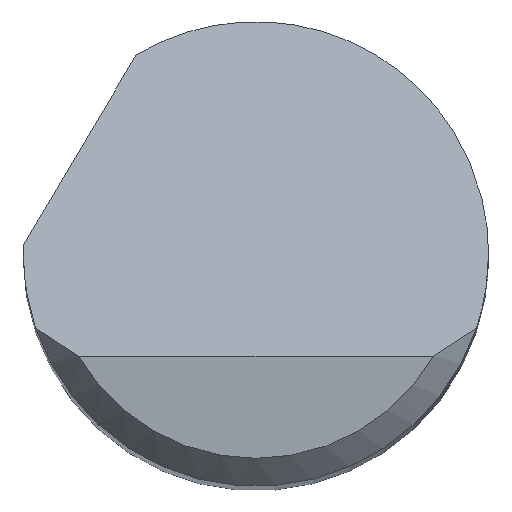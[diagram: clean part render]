
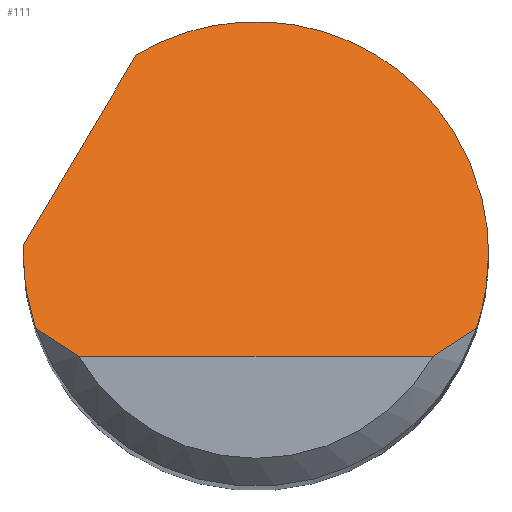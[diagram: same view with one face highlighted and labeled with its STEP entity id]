
A CAD part, top view. The second image highlights one B-rep face of the part: STEP entity #111.
In plain terms, the highlighted planar face has unit normal (0, 0.707, 0.707).
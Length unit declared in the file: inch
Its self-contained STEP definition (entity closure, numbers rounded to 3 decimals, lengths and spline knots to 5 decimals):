
#29 = EDGE_CURVE ( 'NONE', #651, #221, #767, .T. ) ;
#46 = ORIENTED_EDGE ( 'NONE', *, *, #98, .F. ) ;
#50 =( BOUNDED_CURVE ( )  B_SPLINE_CURVE ( 3, ( #95, #704, #120, #364 ),
 .UNSPECIFIED., .F., .F. ) 
 B_SPLINE_CURVE_WITH_KNOTS ( ( 4, 4 ),
 ( 4.71239, 4.7524 ),
 .UNSPECIFIED. ) 
 CURVE ( )  GEOMETRIC_REPRESENTATION_ITEM ( )  RATIONAL_B_SPLINE_CURVE ( ( 1., 1., 1., 1. ) ) 
 REPRESENTATION_ITEM ( '' )  );
#55 = CARTESIAN_POINT ( 'NONE',  ( 0.11843, -0.04, 1.985 ) ) ;
#69 = VERTEX_POINT ( 'NONE', #606 ) ;
#78 = CARTESIAN_POINT ( 'NONE',  ( -0.11843, -0.04, 1.985 ) ) ;
#95 = CARTESIAN_POINT ( 'NONE',  ( -0.125, 0., 1.945 ) ) ;
#98 = EDGE_CURVE ( 'NONE', #671, #115, #600, .T. ) ;
#111 = ADVANCED_FACE ( 'NONE', ( #214 ), #218, .F. ) ;
#112 = VERTEX_POINT ( 'NONE', #427 ) ;
#115 = VERTEX_POINT ( 'NONE', #404 ) ;
#117 = CARTESIAN_POINT ( 'NONE',  ( 0.12279, -0.02708, 1.97208 ) ) ;
#118 = ORIENTED_EDGE ( 'NONE', *, *, #29, .F. ) ;
#120 = CARTESIAN_POINT ( 'NONE',  ( -0.12497, 0.00333, 1.94167 ) ) ;
#121 = CARTESIAN_POINT ( 'NONE',  ( -0.09526, -0.055, 2. ) ) ;
#123 = EDGE_CURVE ( 'NONE', #115, #112, #50, .T. ) ;
#142 = CARTESIAN_POINT ( 'NONE',  ( 0.09526, -0.055, 2. ) ) ;
#143 = CARTESIAN_POINT ( 'NONE',  ( -0.06437, 0.10715, 1.83785 ) ) ;
#153 = DIRECTION ( 'NONE',  ( 0., 0.707, -0.707 ) ) ;
#172 = CARTESIAN_POINT ( 'NONE',  ( 0.11843, -0.04, 1.985 ) ) ;
#176 = CARTESIAN_POINT ( 'NONE',  ( -0.11843, -0.04, 1.985 ) ) ;
#196 = CARTESIAN_POINT ( 'NONE',  ( 0.10339, -0.05031, 1.99531 ) ) ;
#214 = FACE_OUTER_BOUND ( 'NONE', #582, .T. ) ;
#218 = PLANE ( 'NONE',  #761 ) ;
#221 = VERTEX_POINT ( 'NONE', #633 ) ;
#222 = EDGE_CURVE ( 'NONE', #69, #417, #483, .T. ) ;
#234 = LINE ( 'NONE', #238, #580 ) ;
#238 = CARTESIAN_POINT ( 'NONE',  ( 0., -0.055, 2. ) ) ;
#244 = ORIENTED_EDGE ( 'NONE', *, *, #644, .F. ) ;
#287 =( BOUNDED_CURVE ( )  B_SPLINE_CURVE ( 3, ( #543, #664, #117, #55 ),
 .UNSPECIFIED., .F., .F. ) 
 B_SPLINE_CURVE_WITH_KNOTS ( ( 4, 4 ),
 ( 1.5708, 1.89653 ),
 .UNSPECIFIED. ) 
 CURVE ( )  GEOMETRIC_REPRESENTATION_ITEM ( )  RATIONAL_B_SPLINE_CURVE ( ( 1., 0.991, 0.991, 1. ) ) 
 REPRESENTATION_ITEM ( '' )  );
#297 = ORIENTED_EDGE ( 'NONE', *, *, #529, .F. ) ;
#313 = DIRECTION ( 'NONE',  ( 0.386, 0.652, -0.652 ) ) ;
#321 = CARTESIAN_POINT ( 'NONE',  ( 0.0296, 0.1636, 1.7814 ) ) ;
#333 = CARTESIAN_POINT ( 'NONE',  ( 0.125, 0.10961, 1.83539 ) ) ;
#352 = ORIENTED_EDGE ( 'NONE', *, *, #549, .T. ) ;
#361 = DIRECTION ( 'NONE',  ( 1., 0., 0. ) ) ;
#364 = CARTESIAN_POINT ( 'NONE',  ( -0.1249, 0.005, 1.94 ) ) ;
#373 = B_SPLINE_CURVE_WITH_KNOTS ( 'NONE', 3,
 ( #176, #670, #750, #121 ),
 .UNSPECIFIED., .F., .F.,
 ( 4, 4 ),
 ( 0., 0.0008 ),
 .UNSPECIFIED. ) ;
#382 = CARTESIAN_POINT ( 'NONE',  ( -0.15516, -0.04606, 1.99106 ) ) ;
#390 = ORIENTED_EDGE ( 'NONE', *, *, #501, .T. ) ;
#395 = CARTESIAN_POINT ( 'NONE',  ( 0.125, 0., 1.945 ) ) ;
#402 = ORIENTED_EDGE ( 'NONE', *, *, #222, .T. ) ;
#404 = CARTESIAN_POINT ( 'NONE',  ( -0.125, 0., 1.945 ) ) ;
#417 = VERTEX_POINT ( 'NONE', #172 ) ;
#427 = CARTESIAN_POINT ( 'NONE',  ( -0.1249, 0.005, 1.94 ) ) ;
#454 = VECTOR ( 'NONE', #313, 39.37008 ) ;
#455 = DIRECTION ( 'NONE',  ( 0., -0.707, -0.707 ) ) ;
#463 = CARTESIAN_POINT ( 'NONE',  ( -0.12279, -0.02708, 1.97208 ) ) ;
#480 = CARTESIAN_POINT ( 'NONE',  ( -0.09526, -0.055, 2. ) ) ;
#483 = B_SPLINE_CURVE_WITH_KNOTS ( 'NONE', 3,
 ( #142, #196, #626, #622 ),
 .UNSPECIFIED., .F., .F.,
 ( 4, 4 ),
 ( 0., 0.0008 ),
 .UNSPECIFIED. ) ;
#487 = CARTESIAN_POINT ( 'NONE',  ( -0.125, -0.01363, 1.95863 ) ) ;
#501 = EDGE_CURVE ( 'NONE', #539, #69, #234, .T. ) ;
#529 = EDGE_CURVE ( 'NONE', #221, #417, #287, .T. ) ;
#539 = VERTEX_POINT ( 'NONE', #480 ) ;
#543 = CARTESIAN_POINT ( 'NONE',  ( 0.125, 0., 1.945 ) ) ;
#549 = EDGE_CURVE ( 'NONE', #671, #539, #373, .T. ) ;
#577 = CARTESIAN_POINT ( 'NONE',  ( -0.06437, 0.10715, 1.83785 ) ) ;
#580 = VECTOR ( 'NONE', #361, 39.37008 ) ;
#582 = EDGE_LOOP ( 'NONE', ( #390, #402, #297, #118, #244, #727, #46, #352 ) ) ;
#600 =( BOUNDED_CURVE ( )  B_SPLINE_CURVE ( 3, ( #709, #463, #487, #790 ),
 .UNSPECIFIED., .F., .F. ) 
 B_SPLINE_CURVE_WITH_KNOTS ( ( 4, 4 ),
 ( 4.38666, 4.71239 ),
 .UNSPECIFIED. ) 
 CURVE ( )  GEOMETRIC_REPRESENTATION_ITEM ( )  RATIONAL_B_SPLINE_CURVE ( ( 1., 0.991, 0.991, 1. ) ) 
 REPRESENTATION_ITEM ( '' )  );
#606 = CARTESIAN_POINT ( 'NONE',  ( 0.09526, -0.055, 2. ) ) ;
#610 = CARTESIAN_POINT ( 'NONE',  ( -0.125, -0.055, 2. ) ) ;
#622 = CARTESIAN_POINT ( 'NONE',  ( 0.11843, -0.04, 1.985 ) ) ;
#626 = CARTESIAN_POINT ( 'NONE',  ( 0.11107, -0.04528, 1.99028 ) ) ;
#633 = CARTESIAN_POINT ( 'NONE',  ( 0.125, 0., 1.945 ) ) ;
#644 = EDGE_CURVE ( 'NONE', #112, #651, #752, .T. ) ;
#651 = VERTEX_POINT ( 'NONE', #577 ) ;
#664 = CARTESIAN_POINT ( 'NONE',  ( 0.125, -0.01363, 1.95863 ) ) ;
#670 = CARTESIAN_POINT ( 'NONE',  ( -0.11107, -0.04528, 1.99028 ) ) ;
#671 = VERTEX_POINT ( 'NONE', #78 ) ;
#704 = CARTESIAN_POINT ( 'NONE',  ( -0.125, 0.00167, 1.94333 ) ) ;
#709 = CARTESIAN_POINT ( 'NONE',  ( -0.11843, -0.04, 1.985 ) ) ;
#727 = ORIENTED_EDGE ( 'NONE', *, *, #123, .F. ) ;
#750 = CARTESIAN_POINT ( 'NONE',  ( -0.10339, -0.05031, 1.99531 ) ) ;
#752 = LINE ( 'NONE', #382, #454 ) ;
#761 = AXIS2_PLACEMENT_3D ( 'NONE', #610, #455, #153 ) ;
#767 =( BOUNDED_CURVE ( )  B_SPLINE_CURVE ( 3, ( #143, #321, #333, #395 ),
 .UNSPECIFIED., .F., .F. ) 
 B_SPLINE_CURVE_WITH_KNOTS ( ( 4, 4 ),
 ( 5.74227, 7.85398 ),
 .UNSPECIFIED. ) 
 CURVE ( )  GEOMETRIC_REPRESENTATION_ITEM ( )  RATIONAL_B_SPLINE_CURVE ( ( 1., 0.662, 0.662, 1. ) ) 
 REPRESENTATION_ITEM ( '' )  );
#790 = CARTESIAN_POINT ( 'NONE',  ( -0.125, 0., 1.945 ) ) ;
